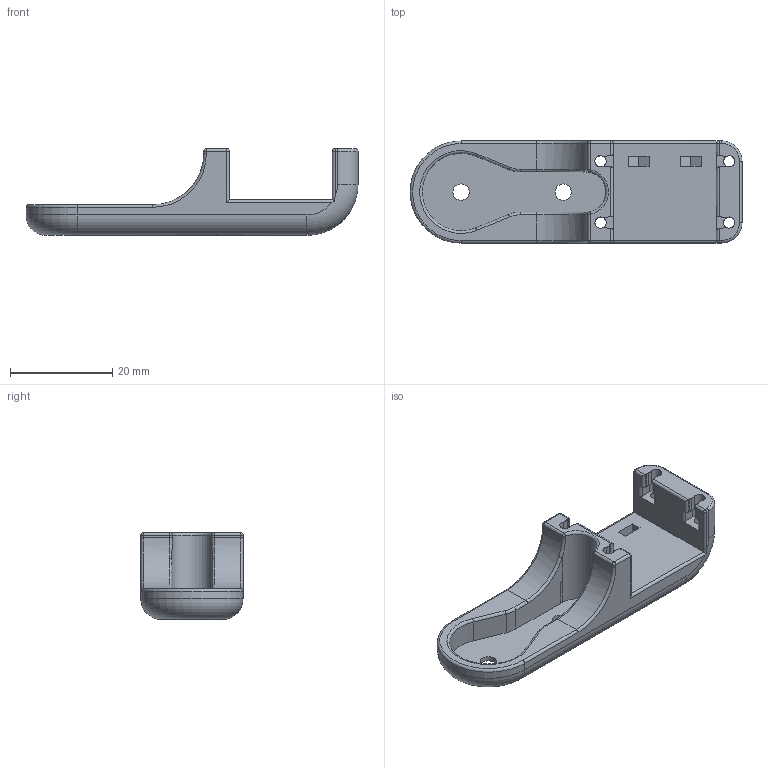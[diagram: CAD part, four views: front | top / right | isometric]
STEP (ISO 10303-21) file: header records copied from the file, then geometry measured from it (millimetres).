
FILE_DESCRIPTION(/* description */ ('','CAx-IF Rec.Pracs.---Representation and Presentation of Product Manufacturing Information (PMI)---4.0---2014-10-13'),/* implementation_level */ '2;1');
FILE_NAME(/* name */ 'Coxa Top.step',/* time_stamp */ '2025-01-22T13:37:36+01:00',/* author */ (''),/* organization */ (''),/* preprocessor_version */ 'ST-DEVELOPER v20',/* originating_system */ 'Autodesk Translation Framework v13.20.0.188',/* authorisation */ '');
FILE_SCHEMA (('AP242_MANAGED_MODEL_BASED_3D_ENGINEERING_MIM_LF { 1 0 10303 442 1 1 4 }'));
Length unit declared in the file: millimetre
Products named in the file (1): Coxa Top
Bounding box: 65 x 20 x 17 mm (x, y, z)
Volume: 6879.2 mm3; surface area: 5203.9 mm2
Topology: 1 solids, 1 shells, 174 faces, 449 edges, 275 vertices
Faces by surface type: cylinder 91, plane 59, torus 14, sphere 8, bspline 2
Full cylindrical faces by diameter (mm): 2.2 x8, 3.2 x2
Entity records: 5567 total; most frequent: CARTESIAN_POINT 1171, DIRECTION 968, ORIENTED_EDGE 898, EDGE_CURVE 449, AXIS2_PLACEMENT_3D 363, VERTEX_POINT 275, LINE 242, VECTOR 242
